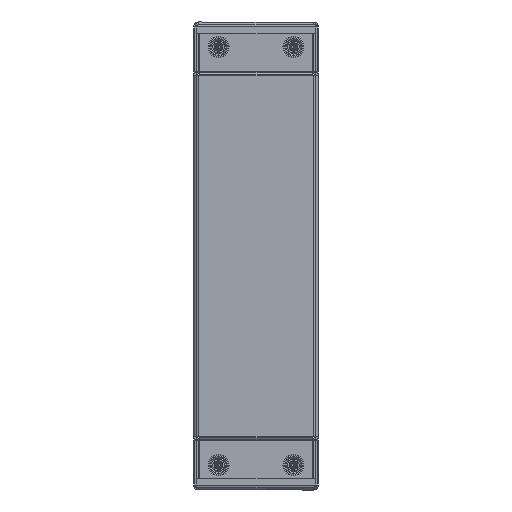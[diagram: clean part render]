
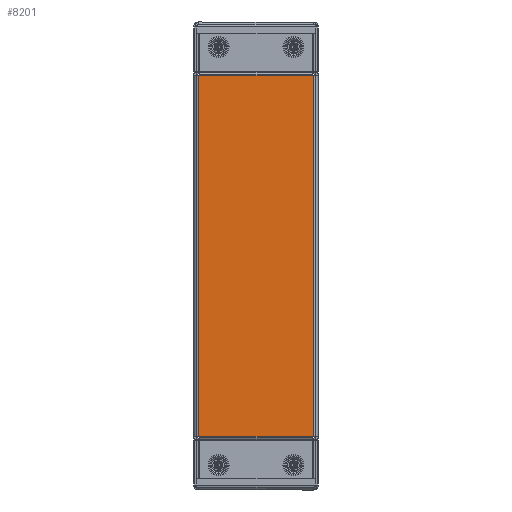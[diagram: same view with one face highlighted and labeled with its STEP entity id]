
A CAD part, left-side view. The second image highlights one B-rep face of the part: STEP entity #8201.
In plain terms, the highlighted face is planar.
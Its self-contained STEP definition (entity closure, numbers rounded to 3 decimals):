
#80 = ORIENTED_EDGE ( 'NONE', *, *, #1891, .T. ) ;
#293 = LINE ( 'NONE', #3425, #5835 ) ;
#463 = CARTESIAN_POINT ( 'NONE',  ( 145., 50., 0. ) ) ;
#673 = CARTESIAN_POINT ( 'NONE',  ( 178.5, 50., 0. ) ) ;
#986 = CARTESIAN_POINT ( 'NONE',  ( -178.5, -46., 0. ) ) ;
#1254 = VECTOR ( 'NONE', #2144, 1000. ) ;
#1337 = LINE ( 'NONE', #986, #5712 ) ;
#1448 = ORIENTED_EDGE ( 'NONE', *, *, #5496, .F. ) ;
#1566 = CARTESIAN_POINT ( 'NONE',  ( -145., 50., 0. ) ) ;
#1891 = EDGE_CURVE ( 'NONE', #2278, #8036, #1337, .T. ) ;
#1934 = VERTEX_POINT ( 'NONE', #6747 ) ;
#2012 = EDGE_CURVE ( 'NONE', #9158, #6640, #3249, .T. ) ;
#2096 = VERTEX_POINT ( 'NONE', #5254 ) ;
#2141 = PLANE ( 'NONE',  #9185 ) ;
#2144 = DIRECTION ( 'NONE',  ( -1., 0., 0. ) ) ;
#2278 = VERTEX_POINT ( 'NONE', #8701 ) ;
#2607 = LINE ( 'NONE', #9060, #4611 ) ;
#2631 = CARTESIAN_POINT ( 'NONE',  ( -145., 46., 0. ) ) ;
#2927 = DIRECTION ( 'NONE',  ( -1., 0., 0. ) ) ;
#3017 = EDGE_LOOP ( 'NONE', ( #1448, #5184, #8304, #8591, #7853, #3933, #80, #7073 ) ) ;
#3249 = LINE ( 'NONE', #463, #3474 ) ;
#3425 = CARTESIAN_POINT ( 'NONE',  ( 145., -50., 0. ) ) ;
#3431 = LINE ( 'NONE', #9168, #3654 ) ;
#3474 = VECTOR ( 'NONE', #5498, 1000. ) ;
#3481 = CARTESIAN_POINT ( 'NONE',  ( 145., -45.241, 0. ) ) ;
#3654 = VECTOR ( 'NONE', #4185, 1000. ) ;
#3897 = CARTESIAN_POINT ( 'NONE',  ( 145., -46., 0. ) ) ;
#3902 = LINE ( 'NONE', #7647, #6259 ) ;
#3933 = ORIENTED_EDGE ( 'NONE', *, *, #4816, .F. ) ;
#3964 = DIRECTION ( 'NONE',  ( 1., 0., 0. ) ) ;
#3979 = CARTESIAN_POINT ( 'NONE',  ( 145., 45.241, 0. ) ) ;
#4017 = EDGE_CURVE ( 'NONE', #2096, #6149, #6818, .T. ) ;
#4185 = DIRECTION ( 'NONE',  ( 0., -1., 0. ) ) ;
#4292 = CARTESIAN_POINT ( 'NONE',  ( 178.5, 46., 0. ) ) ;
#4318 = DIRECTION ( 'NONE',  ( 0., 0., -1. ) ) ;
#4611 = VECTOR ( 'NONE', #4641, 1000. ) ;
#4641 = DIRECTION ( 'NONE',  ( 0., 1., 0. ) ) ;
#4816 = EDGE_CURVE ( 'NONE', #2278, #1934, #2607, .T. ) ;
#5184 = ORIENTED_EDGE ( 'NONE', *, *, #2012, .F. ) ;
#5254 = CARTESIAN_POINT ( 'NONE',  ( -145., 45.241, 0. ) ) ;
#5374 = DIRECTION ( 'NONE',  ( 0., -1., 0. ) ) ;
#5496 = EDGE_CURVE ( 'NONE', #6640, #7106, #3902, .T. ) ;
#5498 = DIRECTION ( 'NONE',  ( 0., -1., 0. ) ) ;
#5712 = VECTOR ( 'NONE', #3964, 1000. ) ;
#5835 = VECTOR ( 'NONE', #8441, 1000. ) ;
#5913 = CARTESIAN_POINT ( 'NONE',  ( 145., 46., 0. ) ) ;
#6149 = VERTEX_POINT ( 'NONE', #2631 ) ;
#6167 = FACE_OUTER_BOUND ( 'NONE', #3017, .T. ) ;
#6259 = VECTOR ( 'NONE', #5374, 1000. ) ;
#6537 = LINE ( 'NONE', #4292, #1254 ) ;
#6583 = DIRECTION ( 'NONE',  ( 0., 1., 0. ) ) ;
#6640 = VERTEX_POINT ( 'NONE', #3979 ) ;
#6747 = CARTESIAN_POINT ( 'NONE',  ( -145., -45.241, 0. ) ) ;
#6818 = LINE ( 'NONE', #1566, #8832 ) ;
#7073 = ORIENTED_EDGE ( 'NONE', *, *, #7836, .F. ) ;
#7106 = VERTEX_POINT ( 'NONE', #3481 ) ;
#7259 = EDGE_CURVE ( 'NONE', #9158, #6149, #6537, .T. ) ;
#7647 = CARTESIAN_POINT ( 'NONE',  ( 145., 50., 0. ) ) ;
#7836 = EDGE_CURVE ( 'NONE', #7106, #8036, #293, .T. ) ;
#7853 = ORIENTED_EDGE ( 'NONE', *, *, #8702, .T. ) ;
#8036 = VERTEX_POINT ( 'NONE', #3897 ) ;
#8201 = ADVANCED_FACE ( 'NONE', ( #6167 ), #2141, .F. ) ;
#8304 = ORIENTED_EDGE ( 'NONE', *, *, #7259, .T. ) ;
#8441 = DIRECTION ( 'NONE',  ( 0., -1., 0. ) ) ;
#8591 = ORIENTED_EDGE ( 'NONE', *, *, #4017, .F. ) ;
#8701 = CARTESIAN_POINT ( 'NONE',  ( -145., -46., 0. ) ) ;
#8702 = EDGE_CURVE ( 'NONE', #2096, #1934, #3431, .T. ) ;
#8832 = VECTOR ( 'NONE', #6583, 1000. ) ;
#9060 = CARTESIAN_POINT ( 'NONE',  ( -145., -50., 0. ) ) ;
#9158 = VERTEX_POINT ( 'NONE', #5913 ) ;
#9168 = CARTESIAN_POINT ( 'NONE',  ( -145., 50., 0. ) ) ;
#9185 = AXIS2_PLACEMENT_3D ( 'NONE', #673, #4318, #2927 ) ;
